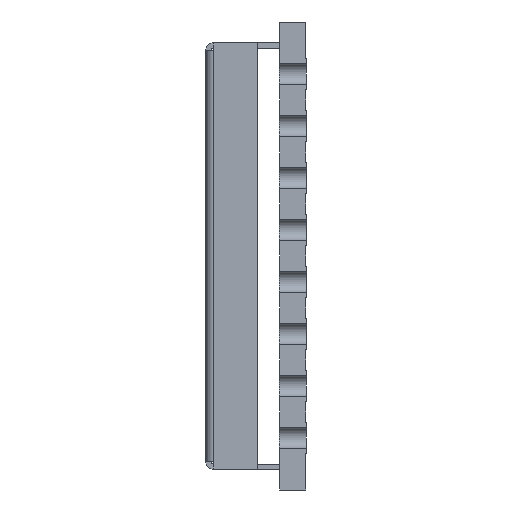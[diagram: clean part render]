
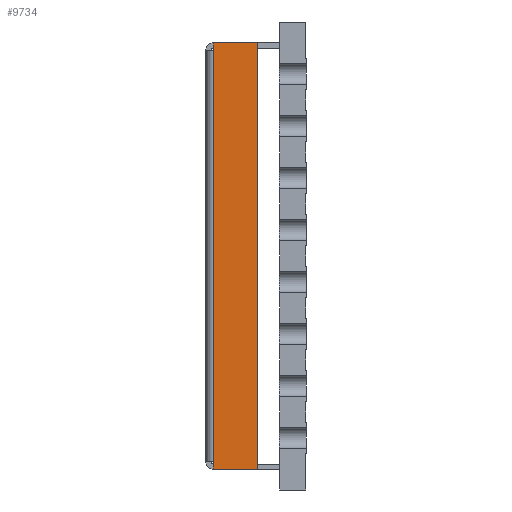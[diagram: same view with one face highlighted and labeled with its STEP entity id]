
A CAD part, left-side view. The second image highlights one B-rep face of the part: STEP entity #9734.
In plain terms, the highlighted planar face has unit normal (-1, 0, 0).
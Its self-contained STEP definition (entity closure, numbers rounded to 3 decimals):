
#9254 = VERTEX_POINT('',#9255);
#9255 = CARTESIAN_POINT('',(-15.6,3.55,-7.9));
#9270 = VERTEX_POINT('',#9271);
#9271 = CARTESIAN_POINT('',(-15.6,3.55,-8.2));
#9277 = EDGE_CURVE('',#9254,#9270,#9278,.T.);
#9278 = LINE('',#9279,#9280);
#9279 = CARTESIAN_POINT('',(-15.6,3.55,0.));
#9280 = VECTOR('',#9281,1.);
#9281 = DIRECTION('',(0.,0.,-1.));
#9299 = EDGE_CURVE('',#9300,#9254,#9302,.T.);
#9300 = VERTEX_POINT('',#9301);
#9301 = CARTESIAN_POINT('',(-15.6,3.55,7.9));
#9302 = LINE('',#9303,#9304);
#9303 = CARTESIAN_POINT('',(-15.6,3.55,0.));
#9304 = VECTOR('',#9305,1.);
#9305 = DIRECTION('',(0.,0.,-1.));
#9393 = EDGE_CURVE('',#9394,#9300,#9396,.T.);
#9394 = VERTEX_POINT('',#9395);
#9395 = CARTESIAN_POINT('',(-15.6,3.55,8.2));
#9396 = LINE('',#9397,#9398);
#9397 = CARTESIAN_POINT('',(-15.6,3.55,0.));
#9398 = VECTOR('',#9399,1.);
#9399 = DIRECTION('',(0.,0.,-1.));
#9676 = EDGE_CURVE('',#9677,#9270,#9679,.T.);
#9677 = VERTEX_POINT('',#9678);
#9678 = CARTESIAN_POINT('',(-15.6,1.85,-8.2));
#9679 = LINE('',#9680,#9681);
#9680 = CARTESIAN_POINT('',(-15.6,3.65,-8.2));
#9681 = VECTOR('',#9682,1.);
#9682 = DIRECTION('',(0.,1.,0.));
#9716 = EDGE_CURVE('',#9394,#9717,#9719,.T.);
#9717 = VERTEX_POINT('',#9718);
#9718 = CARTESIAN_POINT('',(-15.6,1.85,8.2));
#9719 = LINE('',#9720,#9721);
#9720 = CARTESIAN_POINT('',(-15.6,1.85,8.2));
#9721 = VECTOR('',#9722,1.);
#9722 = DIRECTION('',(0.,-1.,-0.));
#9734 = ADVANCED_FACE('',(#9735),#9748,.T.);
#9735 = FACE_BOUND('',#9736,.T.);
#9736 = EDGE_LOOP('',(#9737,#9738,#9739,#9740,#9741,#9742));
#9737 = ORIENTED_EDGE('',*,*,#9716,.F.);
#9738 = ORIENTED_EDGE('',*,*,#9393,.T.);
#9739 = ORIENTED_EDGE('',*,*,#9299,.T.);
#9740 = ORIENTED_EDGE('',*,*,#9277,.T.);
#9741 = ORIENTED_EDGE('',*,*,#9676,.F.);
#9742 = ORIENTED_EDGE('',*,*,#9743,.F.);
#9743 = EDGE_CURVE('',#9717,#9677,#9744,.T.);
#9744 = LINE('',#9745,#9746);
#9745 = CARTESIAN_POINT('',(-15.6,1.85,-8.2));
#9746 = VECTOR('',#9747,1.);
#9747 = DIRECTION('',(0.,0.,-1.));
#9748 = PLANE('',#9749);
#9749 = AXIS2_PLACEMENT_3D('',#9750,#9751,#9752);
#9750 = CARTESIAN_POINT('',(-15.6,3.85,0.));
#9751 = DIRECTION('',(-1.,0.,0.));
#9752 = DIRECTION('',(0.,1.,0.));
